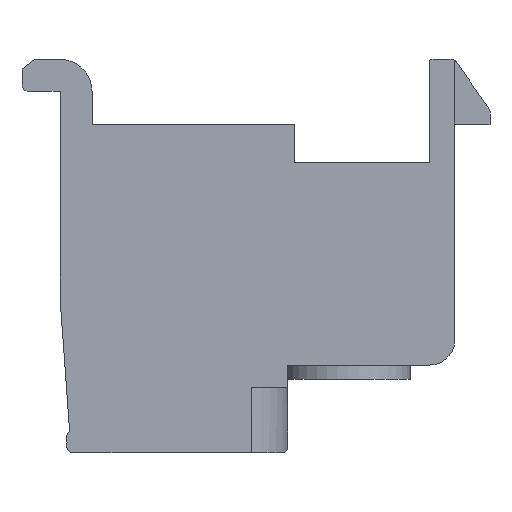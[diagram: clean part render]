
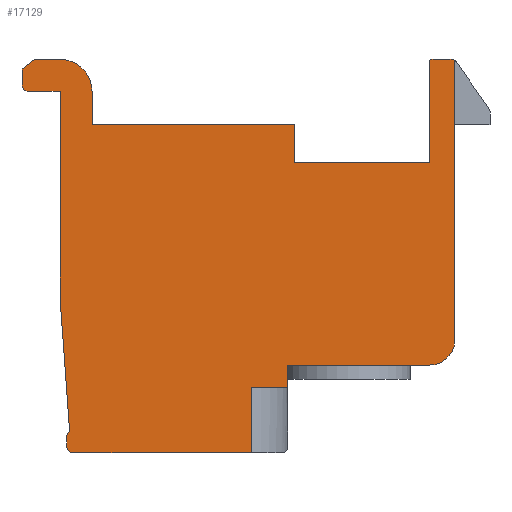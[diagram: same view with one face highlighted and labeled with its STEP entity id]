
A CAD part, front view. The second image highlights one B-rep face of the part: STEP entity #17129.
In plain terms, the highlighted planar face has unit normal (0, -1, 0).
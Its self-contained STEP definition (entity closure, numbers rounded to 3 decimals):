
#1=CARTESIAN_POINT('',(5.45,0.,-2.625));
#2=DIRECTION('',(0.,1.,0.));
#3=DIRECTION('',(1.,0.,0.));
#4=AXIS2_PLACEMENT_3D('',#1,#2,#3);
#6=DIRECTION('',(-1.,0.,0.));
#7=VECTOR('',#6,4.45);
#8=CARTESIAN_POINT('',(5.45,0.,-3.425));
#9=LINE('',#8,#7);
#10=DIRECTION('',(0.,0.,-1.));
#11=VECTOR('',#10,0.7);
#12=CARTESIAN_POINT('',(1.,0.,-3.425));
#13=LINE('',#12,#11);
#14=DIRECTION('',(1.,0.,0.));
#15=VECTOR('',#14,1.15);
#16=CARTESIAN_POINT('',(-0.15,0.,-4.125));
#17=LINE('',#16,#15);
#18=DIRECTION('',(0.,0.,1.));
#19=VECTOR('',#18,2.05);
#20=CARTESIAN_POINT('',(-0.15,0.,-6.175));
#21=LINE('',#20,#19);
#22=DIRECTION('',(-1.,0.,0.));
#23=VECTOR('',#22,5.6);
#24=CARTESIAN_POINT('',(-0.15,0.,-6.175));
#25=LINE('',#24,#23);
#26=CARTESIAN_POINT('',(-5.75,0.,-5.975));
#27=DIRECTION('',(0.,1.,0.));
#28=DIRECTION('',(0.,0.,-1.));
#29=AXIS2_PLACEMENT_3D('',#26,#27,#28);
#31=DIRECTION('',(0.,0.,1.));
#32=VECTOR('',#31,0.3);
#33=CARTESIAN_POINT('',(-5.95,0.,-5.975));
#34=LINE('',#33,#32);
#35=CARTESIAN_POINT('',(-5.75,0.,-5.675));
#36=DIRECTION('',(0.,1.,0.));
#37=DIRECTION('',(-1.,0.,0.));
#38=AXIS2_PLACEMENT_3D('',#35,#36,#37);
#40=DIRECTION('',(-0.072,0.,0.997));
#41=VECTOR('',#40,4.13);
#42=CARTESIAN_POINT('',(-5.854,0.,-5.504));
#43=LINE('',#42,#41);
#44=DIRECTION('',(0.,0.,1.));
#45=VECTOR('',#44,6.56);
#46=CARTESIAN_POINT('',(-6.15,0.,-1.385));
#47=LINE('',#46,#45);
#48=DIRECTION('',(-1.,0.,0.));
#49=VECTOR('',#48,1.);
#50=CARTESIAN_POINT('',(-6.15,0.,5.175));
#51=LINE('',#50,#49);
#52=CARTESIAN_POINT('',(-7.15,0.,5.375));
#53=DIRECTION('',(0.,1.,0.));
#54=DIRECTION('',(0.,0.,-1.));
#55=AXIS2_PLACEMENT_3D('',#52,#53,#54);
#57=DIRECTION('',(0.,0.,1.));
#58=VECTOR('',#57,0.5);
#59=CARTESIAN_POINT('',(-7.35,0.,5.375));
#60=LINE('',#59,#58);
#61=DIRECTION('',(0.785,0.,0.619));
#62=VECTOR('',#61,0.485);
#63=CARTESIAN_POINT('',(-7.35,0.,5.875));
#64=LINE('',#63,#62);
#65=DIRECTION('',(1.,0.,0.));
#66=VECTOR('',#65,0.819);
#67=CARTESIAN_POINT('',(-6.969,0.,6.175));
#68=LINE('',#67,#66);
#69=CARTESIAN_POINT('',(-6.15,0.,5.175));
#70=DIRECTION('',(0.,1.,0.));
#71=DIRECTION('',(0.,0.,1.));
#72=AXIS2_PLACEMENT_3D('',#69,#70,#71);
#74=DIRECTION('',(0.,0.,-1.));
#75=VECTOR('',#74,1.05);
#76=CARTESIAN_POINT('',(-5.15,0.,5.175));
#77=LINE('',#76,#75);
#78=DIRECTION('',(1.,0.,0.));
#79=VECTOR('',#78,6.35);
#80=CARTESIAN_POINT('',(-5.15,0.,4.125));
#81=LINE('',#80,#79);
#82=DIRECTION('',(0.,0.,-1.));
#83=VECTOR('',#82,1.2);
#84=CARTESIAN_POINT('',(1.2,0.,4.125));
#85=LINE('',#84,#83);
#86=DIRECTION('',(1.,0.,0.));
#87=VECTOR('',#86,4.25);
#88=CARTESIAN_POINT('',(1.2,0.,2.925));
#89=LINE('',#88,#87);
#90=DIRECTION('',(0.,0.,1.));
#91=VECTOR('',#90,3.213);
#92=CARTESIAN_POINT('',(5.45,0.,2.925));
#93=LINE('',#92,#91);
#94=CARTESIAN_POINT('',(5.565,0.,5.975));
#95=DIRECTION('',(0.,1.,0.));
#96=DIRECTION('',(-0.577,0.,0.816));
#97=AXIS2_PLACEMENT_3D('',#94,#95,#96);
#99=DIRECTION('',(1.,0.,0.));
#100=VECTOR('',#99,0.626);
#101=CARTESIAN_POINT('',(5.565,0.,6.175));
#102=LINE('',#101,#100);
#103=CARTESIAN_POINT('',(6.127,0.,5.986));
#104=DIRECTION('',(0.,1.,0.));
#105=DIRECTION('',(0.32,0.,0.947));
#106=AXIS2_PLACEMENT_3D('',#103,#104,#105);
#116=DIRECTION('',(0.,0.,1.));
#117=VECTOR('',#116,8.768);
#118=CARTESIAN_POINT('',(6.25,0.,-2.625));
#119=LINE('',#118,#117);
#13063=CARTESIAN_POINT('',(6.25,0.,-2.625));
#13064=CARTESIAN_POINT('',(5.45,0.,-3.425));
#13065=VERTEX_POINT('',#13063);
#13066=VERTEX_POINT('',#13064);
#13067=CARTESIAN_POINT('',(1.,0.,-3.425));
#13068=VERTEX_POINT('',#13067);
#13069=CARTESIAN_POINT('',(-5.75,0.,-6.175));
#13070=CARTESIAN_POINT('',(-5.95,0.,-5.975));
#13071=VERTEX_POINT('',#13069);
#13072=VERTEX_POINT('',#13070);
#13073=CARTESIAN_POINT('',(-5.95,0.,-5.675));
#13074=VERTEX_POINT('',#13073);
#13075=CARTESIAN_POINT('',(-5.854,0.,-5.504));
#13076=VERTEX_POINT('',#13075);
#13077=CARTESIAN_POINT('',(-6.15,0.,-1.385));
#13078=VERTEX_POINT('',#13077);
#13079=CARTESIAN_POINT('',(-6.15,0.,5.175));
#13080=VERTEX_POINT('',#13079);
#13081=CARTESIAN_POINT('',(-7.15,0.,5.175));
#13082=VERTEX_POINT('',#13081);
#13083=CARTESIAN_POINT('',(-7.35,0.,5.375));
#13084=VERTEX_POINT('',#13083);
#13085=CARTESIAN_POINT('',(-7.35,0.,5.875));
#13086=VERTEX_POINT('',#13085);
#13087=CARTESIAN_POINT('',(-6.969,0.,6.175));
#13088=VERTEX_POINT('',#13087);
#13089=CARTESIAN_POINT('',(-6.15,0.,6.175));
#13090=VERTEX_POINT('',#13089);
#13091=CARTESIAN_POINT('',(-5.15,0.,5.175));
#13092=VERTEX_POINT('',#13091);
#13093=CARTESIAN_POINT('',(-5.15,0.,4.125));
#13094=VERTEX_POINT('',#13093);
#13095=CARTESIAN_POINT('',(1.2,0.,4.125));
#13096=VERTEX_POINT('',#13095);
#13097=CARTESIAN_POINT('',(1.2,0.,2.925));
#13098=VERTEX_POINT('',#13097);
#13099=CARTESIAN_POINT('',(5.45,0.,2.925));
#13100=VERTEX_POINT('',#13099);
#13101=CARTESIAN_POINT('',(5.45,0.,6.138));
#13102=VERTEX_POINT('',#13101);
#13103=CARTESIAN_POINT('',(5.565,0.,6.175));
#13104=VERTEX_POINT('',#13103);
#13105=CARTESIAN_POINT('',(6.191,0.,6.175));
#13106=VERTEX_POINT('',#13105);
#13707=CARTESIAN_POINT('',(-0.15,0.,-6.175));
#13708=CARTESIAN_POINT('',(-0.15,0.,-4.125));
#13709=VERTEX_POINT('',#13707);
#13710=VERTEX_POINT('',#13708);
#13711=CARTESIAN_POINT('',(1.,0.,-4.125));
#13712=VERTEX_POINT('',#13711);
#13731=CARTESIAN_POINT('',(6.25,0.,6.143));
#13733=VERTEX_POINT('',#13731);
#17070=CARTESIAN_POINT('',(0.,0.,0.));
#17071=DIRECTION('',(0.,1.,0.));
#17072=DIRECTION('',(1.,0.,0.));
#17073=AXIS2_PLACEMENT_3D('',#17070,#17071,#17072);
#17074=PLANE('',#17073);
#17076=ORIENTED_EDGE('',*,*,#17075,.F.);
#17078=ORIENTED_EDGE('',*,*,#17077,.T.);
#17080=ORIENTED_EDGE('',*,*,#17079,.T.);
#17082=ORIENTED_EDGE('',*,*,#17081,.T.);
#17084=ORIENTED_EDGE('',*,*,#17083,.F.);
#17086=ORIENTED_EDGE('',*,*,#17085,.F.);
#17088=ORIENTED_EDGE('',*,*,#17087,.T.);
#17090=ORIENTED_EDGE('',*,*,#17089,.T.);
#17092=ORIENTED_EDGE('',*,*,#17091,.T.);
#17094=ORIENTED_EDGE('',*,*,#17093,.T.);
#17096=ORIENTED_EDGE('',*,*,#17095,.T.);
#17098=ORIENTED_EDGE('',*,*,#17097,.T.);
#17100=ORIENTED_EDGE('',*,*,#17099,.T.);
#17102=ORIENTED_EDGE('',*,*,#17101,.T.);
#17104=ORIENTED_EDGE('',*,*,#17103,.T.);
#17106=ORIENTED_EDGE('',*,*,#17105,.T.);
#17108=ORIENTED_EDGE('',*,*,#17107,.T.);
#17110=ORIENTED_EDGE('',*,*,#17109,.T.);
#17112=ORIENTED_EDGE('',*,*,#17111,.T.);
#17114=ORIENTED_EDGE('',*,*,#17113,.T.);
#17116=ORIENTED_EDGE('',*,*,#17115,.T.);
#17118=ORIENTED_EDGE('',*,*,#17117,.T.);
#17120=ORIENTED_EDGE('',*,*,#17119,.T.);
#17122=ORIENTED_EDGE('',*,*,#17121,.T.);
#17124=ORIENTED_EDGE('',*,*,#17123,.T.);
#17126=ORIENTED_EDGE('',*,*,#17125,.T.);
#17127=EDGE_LOOP('',(#17076,#17078,#17080,#17082,#17084,#17086,#17088,#17090,
#17092,#17094,#17096,#17098,#17100,#17102,#17104,#17106,#17108,#17110,#17112,
#17114,#17116,#17118,#17120,#17122,#17124,#17126));
#17128=FACE_OUTER_BOUND('',#17127,.F.);
#17129=ADVANCED_FACE('',(#17128),#17074,.F.);
#5=CIRCLE('',#4,0.8);
#30=CIRCLE('',#29,0.2);
#39=CIRCLE('',#38,0.2);
#56=CIRCLE('',#55,0.2);
#73=CIRCLE('',#72,1.);
#98=CIRCLE('',#97,0.2);
#107=CIRCLE('',#106,0.2);
#17075=EDGE_CURVE('',#13065,#13733,#119,.T.);
#17077=EDGE_CURVE('',#13065,#13066,#5,.T.);
#17079=EDGE_CURVE('',#13066,#13068,#9,.T.);
#17081=EDGE_CURVE('',#13068,#13712,#13,.T.);
#17083=EDGE_CURVE('',#13710,#13712,#17,.T.);
#17085=EDGE_CURVE('',#13709,#13710,#21,.T.);
#17087=EDGE_CURVE('',#13709,#13071,#25,.T.);
#17089=EDGE_CURVE('',#13071,#13072,#30,.T.);
#17091=EDGE_CURVE('',#13072,#13074,#34,.T.);
#17093=EDGE_CURVE('',#13074,#13076,#39,.T.);
#17095=EDGE_CURVE('',#13076,#13078,#43,.T.);
#17097=EDGE_CURVE('',#13078,#13080,#47,.T.);
#17099=EDGE_CURVE('',#13080,#13082,#51,.T.);
#17101=EDGE_CURVE('',#13082,#13084,#56,.T.);
#17103=EDGE_CURVE('',#13084,#13086,#60,.T.);
#17105=EDGE_CURVE('',#13086,#13088,#64,.T.);
#17107=EDGE_CURVE('',#13088,#13090,#68,.T.);
#17109=EDGE_CURVE('',#13090,#13092,#73,.T.);
#17111=EDGE_CURVE('',#13092,#13094,#77,.T.);
#17113=EDGE_CURVE('',#13094,#13096,#81,.T.);
#17115=EDGE_CURVE('',#13096,#13098,#85,.T.);
#17117=EDGE_CURVE('',#13098,#13100,#89,.T.);
#17119=EDGE_CURVE('',#13100,#13102,#93,.T.);
#17121=EDGE_CURVE('',#13102,#13104,#98,.T.);
#17123=EDGE_CURVE('',#13104,#13106,#102,.T.);
#17125=EDGE_CURVE('',#13106,#13733,#107,.T.);
